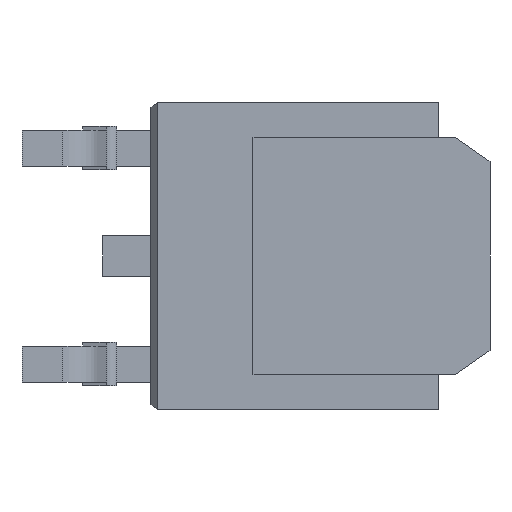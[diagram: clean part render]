
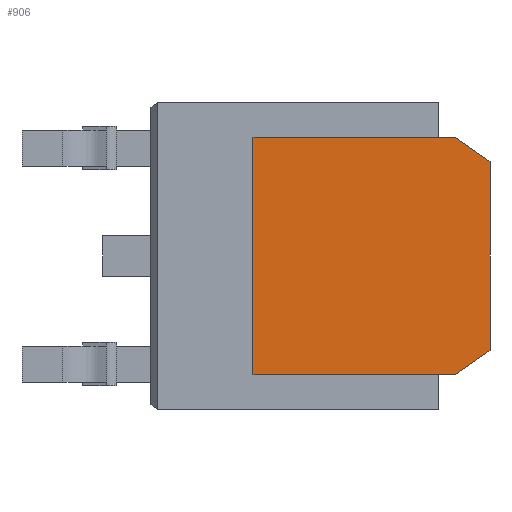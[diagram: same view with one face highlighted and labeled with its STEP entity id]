
A CAD part, front view. The second image highlights one B-rep face of the part: STEP entity #906.
In plain terms, the highlighted planar face has unit normal (0, -1, 0).
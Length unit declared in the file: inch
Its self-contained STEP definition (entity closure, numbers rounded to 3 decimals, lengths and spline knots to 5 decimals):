
#18 = DIRECTION ( 'NONE',  ( 0.819, 0., 0.574 ) ) ;
#27 = EDGE_CURVE ( 'NONE', #168, #476, #1124, .T. ) ;
#51 = CARTESIAN_POINT ( 'NONE',  ( 0.16644, 0., 0.09875 ) ) ;
#65 = CARTESIAN_POINT ( 'NONE',  ( 0.195, 0., 0.09875 ) ) ;
#77 = DIRECTION ( 'NONE',  ( 0., 0., 1. ) ) ;
#90 = VECTOR ( 'NONE', #1337, 39.37008 ) ;
#125 = DIRECTION ( 'NONE',  ( -0.819, 0., 0.574 ) ) ;
#154 = CARTESIAN_POINT ( 'NONE',  ( 0.195, 0., 0.07875 ) ) ;
#168 = VERTEX_POINT ( 'NONE', #154 ) ;
#209 = DIRECTION ( 'NONE',  ( 0., 0., -1. ) ) ;
#273 = VERTEX_POINT ( 'NONE', #330 ) ;
#283 = EDGE_CURVE ( 'NONE', #1294, #273, #1461, .T. ) ;
#330 = CARTESIAN_POINT ( 'NONE',  ( -0.0025, 0., -0.09875 ) ) ;
#343 = CARTESIAN_POINT ( 'NONE',  ( 0.195, 0., 0.09875 ) ) ;
#385 = LINE ( 'NONE', #343, #539 ) ;
#476 = VERTEX_POINT ( 'NONE', #51 ) ;
#478 = CARTESIAN_POINT ( 'NONE',  ( -0.0025, 0., 0.09875 ) ) ;
#539 = VECTOR ( 'NONE', #209, 39.37008 ) ;
#543 = PLANE ( 'NONE',  #1586 ) ;
#549 = ORIENTED_EDGE ( 'NONE', *, *, #1146, .T. ) ;
#557 = VERTEX_POINT ( 'NONE', #567 ) ;
#567 = CARTESIAN_POINT ( 'NONE',  ( 0.16644, 0., -0.09875 ) ) ;
#578 = EDGE_LOOP ( 'NONE', ( #549, #1491, #1141, #1033, #2009, #895 ) ) ;
#674 = VERTEX_POINT ( 'NONE', #1736 ) ;
#747 = DIRECTION ( 'NONE',  ( 1., 0., 0. ) ) ;
#772 = CARTESIAN_POINT ( 'NONE',  ( 0.16644, 0., 0.09875 ) ) ;
#818 = VECTOR ( 'NONE', #125, 39.37008 ) ;
#895 = ORIENTED_EDGE ( 'NONE', *, *, #283, .T. ) ;
#904 = EDGE_CURVE ( 'NONE', #1294, #476, #1789, .T. ) ;
#906 = ADVANCED_FACE ( 'NONE', ( #995 ), #543, .F. ) ;
#995 = FACE_OUTER_BOUND ( 'NONE', #578, .T. ) ;
#1033 = ORIENTED_EDGE ( 'NONE', *, *, #27, .T. ) ;
#1038 = LINE ( 'NONE', #1449, #1739 ) ;
#1063 = CARTESIAN_POINT ( 'NONE',  ( 0.195, 0., -0.09875 ) ) ;
#1066 = EDGE_CURVE ( 'NONE', #168, #674, #385, .T. ) ;
#1124 = LINE ( 'NONE', #772, #818 ) ;
#1141 = ORIENTED_EDGE ( 'NONE', *, *, #1066, .F. ) ;
#1146 = EDGE_CURVE ( 'NONE', #273, #557, #1620, .T. ) ;
#1201 = DIRECTION ( 'NONE',  ( 1., 0., 0. ) ) ;
#1294 = VERTEX_POINT ( 'NONE', #478 ) ;
#1337 = DIRECTION ( 'NONE',  ( 0., 0., -1. ) ) ;
#1449 = CARTESIAN_POINT ( 'NONE',  ( 0.195, 0., -0.07875 ) ) ;
#1461 = LINE ( 'NONE', #1650, #90 ) ;
#1482 = VECTOR ( 'NONE', #1201, 39.37008 ) ;
#1491 = ORIENTED_EDGE ( 'NONE', *, *, #1920, .T. ) ;
#1586 = AXIS2_PLACEMENT_3D ( 'NONE', #65, #1842, #77 ) ;
#1620 = LINE ( 'NONE', #1063, #1834 ) ;
#1650 = CARTESIAN_POINT ( 'NONE',  ( -0.0025, 0., 0.09875 ) ) ;
#1677 = CARTESIAN_POINT ( 'NONE',  ( -0.0025, 0., 0.09875 ) ) ;
#1736 = CARTESIAN_POINT ( 'NONE',  ( 0.195, 0., -0.07875 ) ) ;
#1739 = VECTOR ( 'NONE', #18, 39.37008 ) ;
#1789 = LINE ( 'NONE', #1677, #1482 ) ;
#1834 = VECTOR ( 'NONE', #747, 39.37008 ) ;
#1842 = DIRECTION ( 'NONE',  ( 0., 1., 0. ) ) ;
#1920 = EDGE_CURVE ( 'NONE', #557, #674, #1038, .T. ) ;
#2009 = ORIENTED_EDGE ( 'NONE', *, *, #904, .F. ) ;
